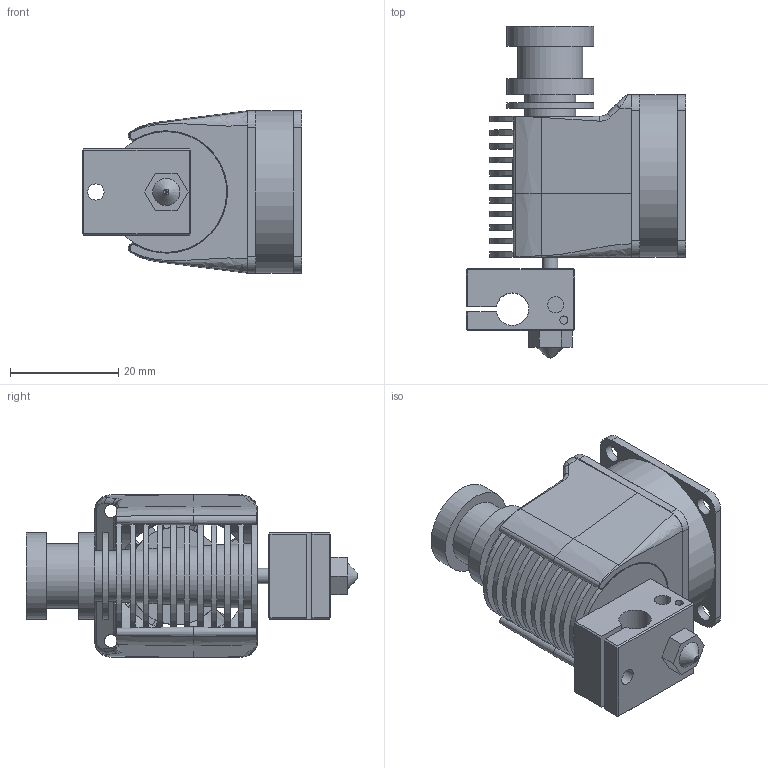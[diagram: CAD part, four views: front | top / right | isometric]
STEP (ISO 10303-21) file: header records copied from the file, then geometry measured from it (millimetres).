
FILE_DESCRIPTION(/* description */ (''),/* implementation_level */ '2;1');
FILE_NAME(/* name */ 'e3d v6 v1.step',/* time_stamp */ '2023-07-12T22:07:53+01:00',/* author */ (''),/* organization */ (''),/* preprocessor_version */ 'ST-DEVELOPER v19.2',/* originating_system */ 'Autodesk Translation Framework v12.6.0.85',/* authorisation */ '');
FILE_SCHEMA (('AUTOMOTIVE_DESIGN { 1 0 10303 214 3 1 1 }'));
Length unit declared in the file: millimetre
Products named in the file (10): e3d v6; e3d nozzle (0.4); e3d heaterblock; e3d heat break; e3d heatsink; fanduct; fan duct; fan; fan sub1; fan sub2
Assembly tree (9 placements, depth 4):
  e3d v6
    e3d nozzle (0.4)
    e3d heaterblock
    e3d heat break
    e3d heatsink
    fanduct
      fan duct
      fan
        fan sub1
        fan sub2
Bounding box: 40.5 x 61.3 x 30 mm (x, y, z)
Volume: 18035.4 mm3; surface area: 21769.1 mm2
Topology: 7 solids, 7 shells, 299 faces, 666 edges, 408 vertices
Faces by surface type: plane 136, cylinder 94, bspline 33, cone 24, sphere 8, torus 4
Full cylindrical faces by diameter (mm): 0.4 x1, 1.5 x2, 2 x2, 2.8 x1, 3 x3, 3.2 x8, 4.2 x2, 5 x1, 6 x4, 7 x2, 8 x1, 9.38 x2, 9.642 x1, 9.904 x1, 10.166 x1, 10.428 x1, 10.69 x1, 10.952 x1, 11.214 x1, 11.476 x1, 11.738 x1, 12 x2, 16 x3, 18 x1, 22.3 x11, 29 x1, 30 x1
Entity records: 12151 total; most frequent: CARTESIAN_POINT 5303, DIRECTION 1374, ORIENTED_EDGE 1316, EDGE_CURVE 658, AXIS2_PLACEMENT_3D 534, VERTEX_POINT 408, EDGE_LOOP 374, LINE 306
